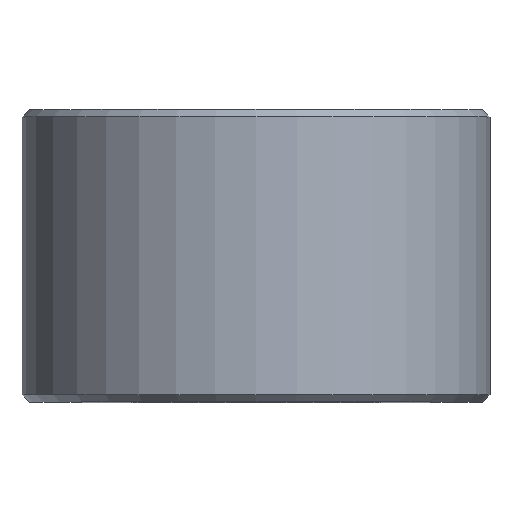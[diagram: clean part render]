
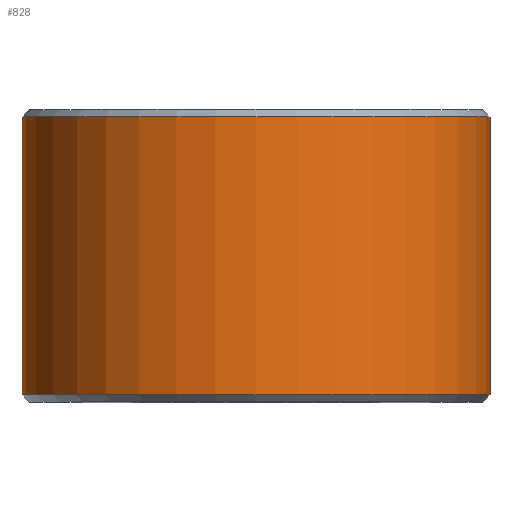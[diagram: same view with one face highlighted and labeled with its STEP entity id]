
A CAD part, top view. The second image highlights one B-rep face of the part: STEP entity #828.
In plain terms, the highlighted cylindrical face has radius 8 mm (diameter 16 mm), a full revolution.
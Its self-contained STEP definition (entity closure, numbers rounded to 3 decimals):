
#31=FACE_BOUND('',#186,.T.);
#86=B_SPLINE_CURVE_WITH_KNOTS('',3,(#2715,#2716,#2717,#2718,#2719,#2720,
#2721,#2722,#2723,#2724,#2725,#2726,#2727,#2728,#2729,#2730,#2731,#2732),
 .UNSPECIFIED.,.T.,.F.,(4,1,1,1,1,1,1,1,1,1,1,1,1,1,1,4),(-1.007,
-0.935,-0.863,-0.719,-0.648,
-0.576,-0.54,-0.504,-0.432,
-0.396,-0.36,-0.288,-0.216,
-0.144,-0.072,0.),.UNSPECIFIED.);
#132=FACE_OUTER_BOUND('',#185,.T.);
#185=EDGE_LOOP('',(#734,#735,#736,#737));
#186=EDGE_LOOP('',(#738));
#217=CIRCLE('',#914,8.);
#218=CIRCLE('',#915,8.);
#286=LINE('',#2774,#329);
#329=VECTOR('',#1098,4.);
#396=VERTEX_POINT('',#2694);
#399=VERTEX_POINT('',#2771);
#400=VERTEX_POINT('',#2773);
#509=EDGE_CURVE('',#396,#396,#86,.T.);
#512=EDGE_CURVE('',#399,#399,#217,.T.);
#513=EDGE_CURVE('',#399,#400,#286,.T.);
#514=EDGE_CURVE('',#400,#400,#218,.T.);
#734=ORIENTED_EDGE('',*,*,#512,.F.);
#735=ORIENTED_EDGE('',*,*,#513,.T.);
#736=ORIENTED_EDGE('',*,*,#514,.F.);
#737=ORIENTED_EDGE('',*,*,#513,.F.);
#738=ORIENTED_EDGE('',*,*,#509,.F.);
#782=CYLINDRICAL_SURFACE('',#913,8.);
#828=ADVANCED_FACE('',(#132,#31),#782,.T.);
#913=AXIS2_PLACEMENT_3D('',#2770,#1094,#1095);
#914=AXIS2_PLACEMENT_3D('',#2772,#1096,#1097);
#915=AXIS2_PLACEMENT_3D('',#2775,#1099,#1100);
#1094=DIRECTION('center_axis',(0.,1.,0.));
#1095=DIRECTION('ref_axis',(1.,0.,0.));
#1096=DIRECTION('center_axis',(0.,1.,0.));
#1097=DIRECTION('ref_axis',(1.,0.,0.));
#1098=DIRECTION('',(0.,-1.,0.));
#1099=DIRECTION('center_axis',(0.,-1.,0.));
#1100=DIRECTION('ref_axis',(1.,0.,0.));
#2694=CARTESIAN_POINT('',(-1.91,5.,-7.769));
#2715=CARTESIAN_POINT('Ctrl Pts',(-1.91,5.,-7.769));
#2716=CARTESIAN_POINT('Ctrl Pts',(-1.91,5.277,-7.769));
#2717=CARTESIAN_POINT('Ctrl Pts',(-1.774,5.87,-7.801));
#2718=CARTESIAN_POINT('Ctrl Pts',(-1.062,6.773,-7.955));
#2719=CARTESIAN_POINT('Ctrl Pts',(0.178,7.076,-8.041));
#2720=CARTESIAN_POINT('Ctrl Pts',(1.247,6.536,-7.912));
#2721=CARTESIAN_POINT('Ctrl Pts',(1.681,5.992,-7.824));
#2722=CARTESIAN_POINT('Ctrl Pts',(1.88,5.422,-7.777));
#2723=CARTESIAN_POINT('Ctrl Pts',(1.94,4.865,-7.761));
#2724=CARTESIAN_POINT('Ctrl Pts',(1.815,4.283,-7.794));
#2725=CARTESIAN_POINT('Ctrl Pts',(1.498,3.788,-7.86));
#2726=CARTESIAN_POINT('Ctrl Pts',(1.116,3.399,-7.928));
#2727=CARTESIAN_POINT('Ctrl Pts',(0.428,3.064,-8.005));
#2728=CARTESIAN_POINT('Ctrl Pts',(-0.426,3.066,-8.004));
#2729=CARTESIAN_POINT('Ctrl Pts',(-1.242,3.455,-7.914));
#2730=CARTESIAN_POINT('Ctrl Pts',(-1.77,4.126,-7.804));
#2731=CARTESIAN_POINT('Ctrl Pts',(-1.91,4.723,-7.769));
#2732=CARTESIAN_POINT('Ctrl Pts',(-1.91,5.,-7.769));
#2770=CARTESIAN_POINT('Origin',(0.,0.,0.));
#2771=CARTESIAN_POINT('',(-8.,9.75,0.));
#2772=CARTESIAN_POINT('Origin',(0.,9.75,0.));
#2773=CARTESIAN_POINT('',(-8.,0.25,0.));
#2774=CARTESIAN_POINT('',(-8.,0.,0.));
#2775=CARTESIAN_POINT('Origin',(0.,0.25,0.));
